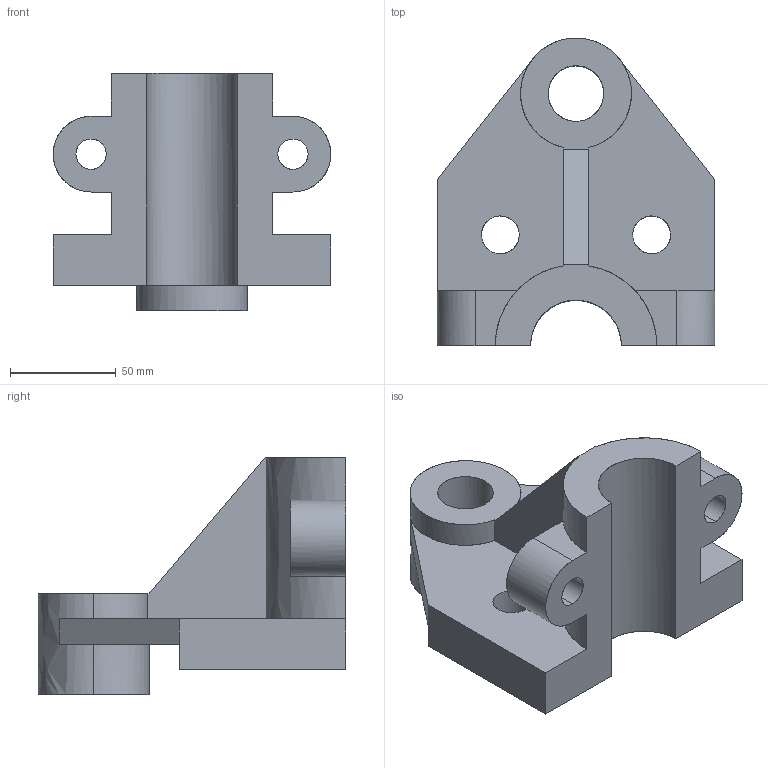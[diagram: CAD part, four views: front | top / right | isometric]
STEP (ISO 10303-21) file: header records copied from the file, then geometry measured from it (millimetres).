
FILE_DESCRIPTION(('FreeCAD Model'),'2;1');
FILE_NAME('Open CASCADE Shape Model','2025-05-08T00:43:26',('FreeCAD'),( 'FreeCAD'),'Open CASCADE STEP processor 7.6','FreeCAD','Unknown');
FILE_SCHEMA(('AUTOMOTIVE_DESIGN { 1 0 10303 214 1 1 1 1 }'));
Length unit declared in the file: millimetre
Products named in the file (1): Open CASCADE STEP translator 7.6 1
Bounding box: 131.02 x 145.31 x 111.96 mm (x, y, z)
Surface area: 80281.3 mm2 (no closed solid volume)
Topology: 0 solids, 42 shells, 42 faces, 974 edges, 974 vertices
Faces by surface type: bspline 42
Entity records: 8197 total; most frequent: CARTESIAN_POINT 4079, ORIENTED_EDGE 974, EDGE_CURVE 974, VERTEX_POINT 974, B_SPLINE_CURVE_WITH_KNOTS 928, FACE_BOUND 52, EDGE_LOOP 52, SHELL_BASED_SURFACE_MODEL 42
